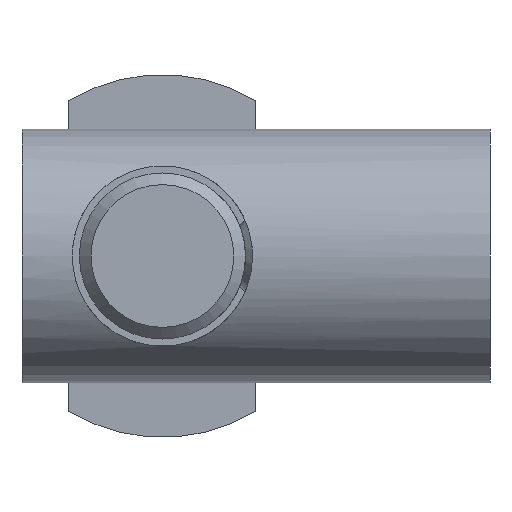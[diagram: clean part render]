
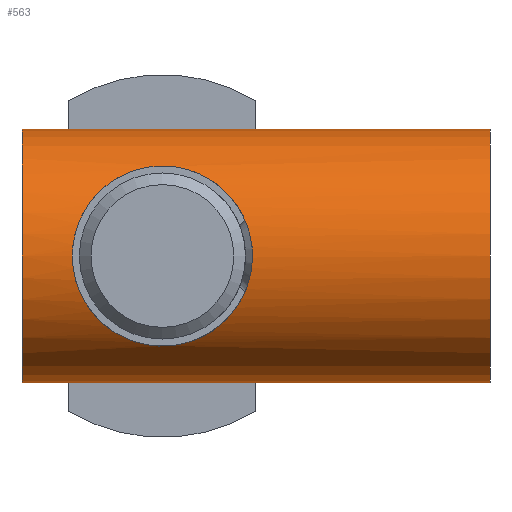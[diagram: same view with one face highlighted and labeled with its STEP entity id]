
A CAD part, left-side view. The second image highlights one B-rep face of the part: STEP entity #563.
In plain terms, the highlighted cylindrical face has radius 5.425 mm (diameter 10.85 mm), a full revolution.
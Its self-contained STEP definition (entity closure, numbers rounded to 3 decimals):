
#17=B_SPLINE_CURVE_WITH_KNOTS('',3,(#890,#891,#892,#893,#894,#895,#896,
#897,#898,#899,#900,#901,#902,#903,#904,#905,#906,#907),.UNSPECIFIED.,.F.,
 .F.,(4,2,2,2,2,2,2,2,4),(-1.826,-1.675,-1.524,
-1.371,-1.218,-1.064,-0.911,
-0.76,-0.609),.UNSPECIFIED.);
#18=B_SPLINE_CURVE_WITH_KNOTS('',3,(#913,#914,#915,#916,#917,#918,#919,
#920,#921,#922,#923,#924,#925,#926,#927,#928,#929,#930,#931),
 .UNSPECIFIED.,.F.,.F.,(4,2,2,2,3,2,2,2,4),(-0.609,-0.458,
-0.307,-0.153,0.,0.153,0.307,
0.458,0.609),.UNSPECIFIED.);
#19=B_SPLINE_CURVE_WITH_KNOTS('',3,(#934,#935,#936,#937,#938,#939,#940,
#941,#942,#943,#944,#945,#946,#947,#948,#949,#950,#951,#952,#953,#954,#955,
#956,#957,#958,#959,#960,#961,#962,#963,#964,#965,#966,#967),
 .UNSPECIFIED.,.T.,.F.,(4,2,2,2,2,2,2,2,2,2,2,2,2,2,2,2,4),(-2.435,
-2.282,-2.128,-1.977,-1.826,
-1.675,-1.524,-1.371,-1.218,
-1.064,-0.911,-0.76,-0.609,
-0.458,-0.307,-0.153,0.),
 .UNSPECIFIED.);
#28=FACE_BOUND('',#100,.T.);
#68=FACE_OUTER_BOUND('',#99,.T.);
#99=EDGE_LOOP('',(#417,#418,#419,#420,#421,#422,#423,#424,#425,#426));
#100=EDGE_LOOP('',(#427));
#143=LINE('',#888,#180);
#144=LINE('',#909,#181);
#180=VECTOR('',#731,5.425);
#181=VECTOR('',#732,5.425);
#205=CIRCLE('',#625,5.425);
#206=CIRCLE('',#626,5.425);
#207=CIRCLE('',#627,5.425);
#208=CIRCLE('',#628,5.425);
#246=VERTEX_POINT('',#884);
#247=VERTEX_POINT('',#885);
#248=VERTEX_POINT('',#887);
#249=VERTEX_POINT('',#889);
#250=VERTEX_POINT('',#908);
#251=VERTEX_POINT('',#910);
#252=VERTEX_POINT('',#933);
#310=EDGE_CURVE('',#246,#247,#205,.F.);
#311=EDGE_CURVE('',#247,#248,#143,.T.);
#312=EDGE_CURVE('',#248,#249,#17,.F.);
#313=EDGE_CURVE('',#249,#250,#144,.T.);
#314=EDGE_CURVE('',#250,#251,#206,.T.);
#315=EDGE_CURVE('',#251,#250,#207,.T.);
#316=EDGE_CURVE('',#249,#248,#18,.F.);
#317=EDGE_CURVE('',#247,#246,#208,.F.);
#318=EDGE_CURVE('',#252,#252,#19,.F.);
#417=ORIENTED_EDGE('',*,*,#310,.T.);
#418=ORIENTED_EDGE('',*,*,#311,.T.);
#419=ORIENTED_EDGE('',*,*,#312,.T.);
#420=ORIENTED_EDGE('',*,*,#313,.T.);
#421=ORIENTED_EDGE('',*,*,#314,.T.);
#422=ORIENTED_EDGE('',*,*,#315,.T.);
#423=ORIENTED_EDGE('',*,*,#313,.F.);
#424=ORIENTED_EDGE('',*,*,#316,.T.);
#425=ORIENTED_EDGE('',*,*,#311,.F.);
#426=ORIENTED_EDGE('',*,*,#317,.T.);
#427=ORIENTED_EDGE('',*,*,#318,.T.);
#512=CYLINDRICAL_SURFACE('',#624,5.425);
#563=ADVANCED_FACE('',(#68,#28),#512,.T.);
#624=AXIS2_PLACEMENT_3D('',#883,#727,#728);
#625=AXIS2_PLACEMENT_3D('',#886,#729,#730);
#626=AXIS2_PLACEMENT_3D('',#911,#733,#734);
#627=AXIS2_PLACEMENT_3D('',#912,#735,#736);
#628=AXIS2_PLACEMENT_3D('',#932,#737,#738);
#727=DIRECTION('center_axis',(0.,1.,0.));
#728=DIRECTION('ref_axis',(-1.,0.,0.));
#729=DIRECTION('center_axis',(0.,1.,0.));
#730=DIRECTION('ref_axis',(-1.,0.,0.));
#731=DIRECTION('',(0.,-1.,0.));
#732=DIRECTION('',(0.,-1.,0.));
#733=DIRECTION('center_axis',(0.,1.,0.));
#734=DIRECTION('ref_axis',(-1.,0.,0.));
#735=DIRECTION('center_axis',(0.,1.,0.));
#736=DIRECTION('ref_axis',(-1.,0.,0.));
#737=DIRECTION('center_axis',(0.,1.,0.));
#738=DIRECTION('ref_axis',(-1.,0.,0.));
#883=CARTESIAN_POINT('Origin',(-18.,-14.,0.));
#884=CARTESIAN_POINT('',(-23.425,6.,0.));
#885=CARTESIAN_POINT('',(-12.575,6.,0.));
#886=CARTESIAN_POINT('Origin',(-18.,6.,0.));
#887=CARTESIAN_POINT('',(-12.575,3.85,0.));
#888=CARTESIAN_POINT('',(-12.575,-14.,0.));
#889=CARTESIAN_POINT('',(-12.575,-3.85,0.));
#890=CARTESIAN_POINT('Ctrl Pts',(-12.575,-3.85,0.));
#891=CARTESIAN_POINT('Ctrl Pts',(-12.575,-3.85,-0.503));
#892=CARTESIAN_POINT('Ctrl Pts',(-12.651,-3.745,-1.028));
#893=CARTESIAN_POINT('Ctrl Pts',(-12.922,-3.346,-1.972));
#894=CARTESIAN_POINT('Ctrl Pts',(-13.116,-3.052,-2.393));
#895=CARTESIAN_POINT('Ctrl Pts',(-13.502,-2.388,-3.057));
#896=CARTESIAN_POINT('Ctrl Pts',(-13.723,-1.968,-3.348));
#897=CARTESIAN_POINT('Ctrl Pts',(-14.065,-1.031,-3.744));
#898=CARTESIAN_POINT('Ctrl Pts',(-14.178,-0.511,-3.85));
#899=CARTESIAN_POINT('Ctrl Pts',(-14.178,0.511,-3.85));
#900=CARTESIAN_POINT('Ctrl Pts',(-14.065,1.031,-3.744));
#901=CARTESIAN_POINT('Ctrl Pts',(-13.723,1.968,-3.348));
#902=CARTESIAN_POINT('Ctrl Pts',(-13.502,2.388,-3.057));
#903=CARTESIAN_POINT('Ctrl Pts',(-13.116,3.052,-2.393));
#904=CARTESIAN_POINT('Ctrl Pts',(-12.922,3.346,-1.972));
#905=CARTESIAN_POINT('Ctrl Pts',(-12.651,3.745,-1.028));
#906=CARTESIAN_POINT('Ctrl Pts',(-12.575,3.85,-0.503));
#907=CARTESIAN_POINT('Ctrl Pts',(-12.575,3.85,0.));
#908=CARTESIAN_POINT('',(-12.575,-14.,0.));
#909=CARTESIAN_POINT('',(-12.575,-14.,0.));
#910=CARTESIAN_POINT('',(-23.425,-14.,0.));
#911=CARTESIAN_POINT('Origin',(-18.,-14.,0.));
#912=CARTESIAN_POINT('Origin',(-18.,-14.,0.));
#913=CARTESIAN_POINT('Ctrl Pts',(-12.575,3.85,0.));
#914=CARTESIAN_POINT('Ctrl Pts',(-12.575,3.85,0.503));
#915=CARTESIAN_POINT('Ctrl Pts',(-12.651,3.745,1.028));
#916=CARTESIAN_POINT('Ctrl Pts',(-12.922,3.346,1.972));
#917=CARTESIAN_POINT('Ctrl Pts',(-13.116,3.052,2.393));
#918=CARTESIAN_POINT('Ctrl Pts',(-13.502,2.388,3.057));
#919=CARTESIAN_POINT('Ctrl Pts',(-13.723,1.968,3.348));
#920=CARTESIAN_POINT('Ctrl Pts',(-14.065,1.031,3.744));
#921=CARTESIAN_POINT('Ctrl Pts',(-14.178,0.511,3.85));
#922=CARTESIAN_POINT('Ctrl Pts',(-14.178,0.,3.85));
#923=CARTESIAN_POINT('Ctrl Pts',(-14.178,-0.511,3.85));
#924=CARTESIAN_POINT('Ctrl Pts',(-14.065,-1.031,3.744));
#925=CARTESIAN_POINT('Ctrl Pts',(-13.723,-1.968,3.348));
#926=CARTESIAN_POINT('Ctrl Pts',(-13.502,-2.388,3.057));
#927=CARTESIAN_POINT('Ctrl Pts',(-13.116,-3.052,2.393));
#928=CARTESIAN_POINT('Ctrl Pts',(-12.922,-3.346,1.972));
#929=CARTESIAN_POINT('Ctrl Pts',(-12.651,-3.745,1.028));
#930=CARTESIAN_POINT('Ctrl Pts',(-12.575,-3.85,0.503));
#931=CARTESIAN_POINT('Ctrl Pts',(-12.575,-3.85,0.));
#932=CARTESIAN_POINT('Origin',(-18.,6.,0.));
#933=CARTESIAN_POINT('',(-23.425,3.85,0.));
#934=CARTESIAN_POINT('Ctrl Pts',(-21.822,0.,3.85));
#935=CARTESIAN_POINT('Ctrl Pts',(-21.822,0.511,3.85));
#936=CARTESIAN_POINT('Ctrl Pts',(-21.935,1.031,3.744));
#937=CARTESIAN_POINT('Ctrl Pts',(-22.277,1.968,3.348));
#938=CARTESIAN_POINT('Ctrl Pts',(-22.498,2.388,3.057));
#939=CARTESIAN_POINT('Ctrl Pts',(-22.884,3.052,2.393));
#940=CARTESIAN_POINT('Ctrl Pts',(-23.078,3.346,1.972));
#941=CARTESIAN_POINT('Ctrl Pts',(-23.349,3.745,1.028));
#942=CARTESIAN_POINT('Ctrl Pts',(-23.425,3.85,0.503));
#943=CARTESIAN_POINT('Ctrl Pts',(-23.425,3.85,-0.503));
#944=CARTESIAN_POINT('Ctrl Pts',(-23.349,3.745,-1.028));
#945=CARTESIAN_POINT('Ctrl Pts',(-23.078,3.346,-1.972));
#946=CARTESIAN_POINT('Ctrl Pts',(-22.884,3.052,-2.393));
#947=CARTESIAN_POINT('Ctrl Pts',(-22.498,2.388,-3.057));
#948=CARTESIAN_POINT('Ctrl Pts',(-22.277,1.968,-3.348));
#949=CARTESIAN_POINT('Ctrl Pts',(-21.935,1.031,-3.744));
#950=CARTESIAN_POINT('Ctrl Pts',(-21.822,0.511,-3.85));
#951=CARTESIAN_POINT('Ctrl Pts',(-21.822,-0.511,-3.85));
#952=CARTESIAN_POINT('Ctrl Pts',(-21.935,-1.031,-3.744));
#953=CARTESIAN_POINT('Ctrl Pts',(-22.277,-1.968,-3.348));
#954=CARTESIAN_POINT('Ctrl Pts',(-22.498,-2.388,-3.057));
#955=CARTESIAN_POINT('Ctrl Pts',(-22.884,-3.052,-2.393));
#956=CARTESIAN_POINT('Ctrl Pts',(-23.078,-3.346,-1.972));
#957=CARTESIAN_POINT('Ctrl Pts',(-23.349,-3.745,-1.028));
#958=CARTESIAN_POINT('Ctrl Pts',(-23.425,-3.85,-0.503));
#959=CARTESIAN_POINT('Ctrl Pts',(-23.425,-3.85,0.503));
#960=CARTESIAN_POINT('Ctrl Pts',(-23.349,-3.745,1.028));
#961=CARTESIAN_POINT('Ctrl Pts',(-23.078,-3.346,1.972));
#962=CARTESIAN_POINT('Ctrl Pts',(-22.884,-3.052,2.393));
#963=CARTESIAN_POINT('Ctrl Pts',(-22.498,-2.388,3.057));
#964=CARTESIAN_POINT('Ctrl Pts',(-22.277,-1.968,3.348));
#965=CARTESIAN_POINT('Ctrl Pts',(-21.935,-1.031,3.744));
#966=CARTESIAN_POINT('Ctrl Pts',(-21.822,-0.511,3.85));
#967=CARTESIAN_POINT('Ctrl Pts',(-21.822,0.,
3.85));
